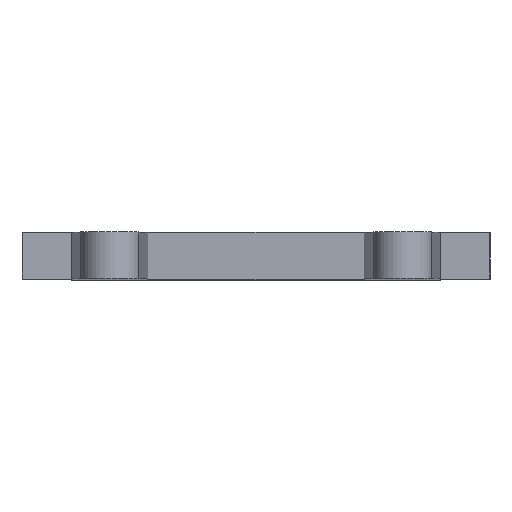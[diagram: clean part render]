
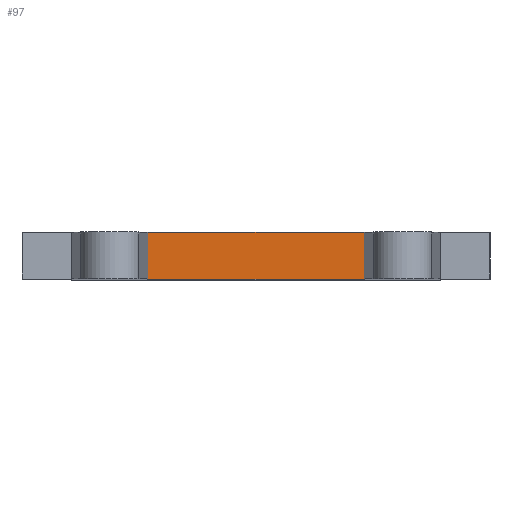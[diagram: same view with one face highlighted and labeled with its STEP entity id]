
A CAD part, top view. The second image highlights one B-rep face of the part: STEP entity #97.
In plain terms, the highlighted planar face has unit normal (0, 0, 1).
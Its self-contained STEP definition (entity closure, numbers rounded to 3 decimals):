
#2 = AXIS2_PLACEMENT_3D ( 'NONE', #794, #905, #807 ) ;
#42 = VECTOR ( 'NONE', #701, 1000. ) ;
#61 = EDGE_CURVE ( 'NONE', #346, #269, #313, .T. ) ;
#97 = ADVANCED_FACE ( 'NONE', ( #340 ), #908, .F. ) ;
#101 = EDGE_CURVE ( 'NONE', #346, #439, #307, .T. ) ;
#112 = EDGE_CURVE ( 'NONE', #269, #517, #300, .T. ) ;
#138 = EDGE_CURVE ( 'NONE', #439, #517, #177, .T. ) ;
#177 = LINE ( 'NONE', #711, #529 ) ;
#258 = ORIENTED_EDGE ( 'NONE', *, *, #138, .F. ) ;
#269 = VERTEX_POINT ( 'NONE', #936 ) ;
#296 = ORIENTED_EDGE ( 'NONE', *, *, #112, .T. ) ;
#300 = LINE ( 'NONE', #740, #595 ) ;
#307 = LINE ( 'NONE', #633, #538 ) ;
#313 = LINE ( 'NONE', #823, #42 ) ;
#340 = FACE_OUTER_BOUND ( 'NONE', #428, .T. ) ;
#346 = VERTEX_POINT ( 'NONE', #898 ) ;
#415 = ORIENTED_EDGE ( 'NONE', *, *, #101, .F. ) ;
#428 = EDGE_LOOP ( 'NONE', ( #296, #258, #415, #435 ) ) ;
#435 = ORIENTED_EDGE ( 'NONE', *, *, #61, .T. ) ;
#439 = VERTEX_POINT ( 'NONE', #925 ) ;
#517 = VERTEX_POINT ( 'NONE', #883 ) ;
#529 = VECTOR ( 'NONE', #670, 1000. ) ;
#538 = VECTOR ( 'NONE', #608, 1000. ) ;
#595 = VECTOR ( 'NONE', #655, 1000. ) ;
#608 = DIRECTION ( 'NONE',  ( 1., 0., 0. ) ) ;
#633 = CARTESIAN_POINT ( 'NONE',  ( -1.85, 0.8, -4.7 ) ) ;
#655 = DIRECTION ( 'NONE',  ( 1., 0., 0. ) ) ;
#670 = DIRECTION ( 'NONE',  ( 0., -1., 0. ) ) ;
#701 = DIRECTION ( 'NONE',  ( 0., -1., 0. ) ) ;
#711 = CARTESIAN_POINT ( 'NONE',  ( 1.85, 0.8, -4.7 ) ) ;
#740 = CARTESIAN_POINT ( 'NONE',  ( -1.85, 0., -4.7 ) ) ;
#794 = CARTESIAN_POINT ( 'NONE',  ( -1.85, 0.8, -4.7 ) ) ;
#807 = DIRECTION ( 'NONE',  ( -1., 0., 0. ) ) ;
#823 = CARTESIAN_POINT ( 'NONE',  ( -1.85, 0.8, -4.7 ) ) ;
#883 = CARTESIAN_POINT ( 'NONE',  ( 1.85, 0., -4.7 ) ) ;
#898 = CARTESIAN_POINT ( 'NONE',  ( -1.85, 0.8, -4.7 ) ) ;
#905 = DIRECTION ( 'NONE',  ( 0., 0., -1. ) ) ;
#908 = PLANE ( 'NONE',  #2 ) ;
#925 = CARTESIAN_POINT ( 'NONE',  ( 1.85, 0.8, -4.7 ) ) ;
#936 = CARTESIAN_POINT ( 'NONE',  ( -1.85, 0., -4.7 ) ) ;
